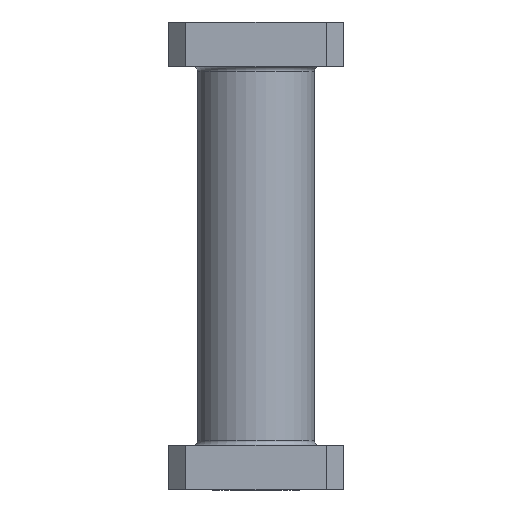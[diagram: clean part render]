
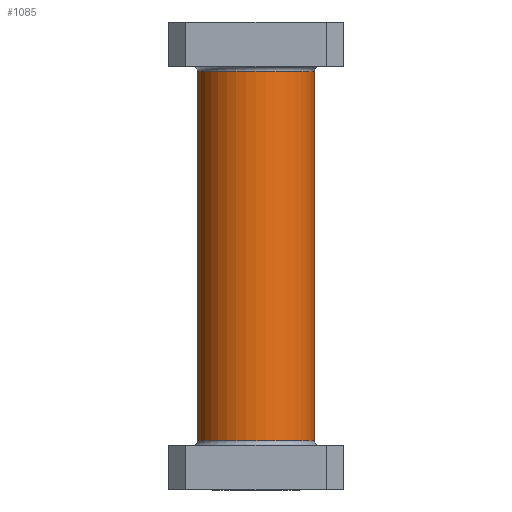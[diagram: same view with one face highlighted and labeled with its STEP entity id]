
A CAD part, front view. The second image highlights one B-rep face of the part: STEP entity #1085.
In plain terms, the highlighted cylindrical face has radius 6.35 mm (diameter 12.7 mm), a partial arc.
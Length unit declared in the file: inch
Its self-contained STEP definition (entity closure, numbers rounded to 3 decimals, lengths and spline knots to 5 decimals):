
#22 = CARTESIAN_POINT ( 'NONE',  ( 0., 0., -0.79 ) ) ;
#40 = DIRECTION ( 'NONE',  ( 0., 0., -1. ) ) ;
#46 = VERTEX_POINT ( 'NONE', #351 ) ;
#81 = AXIS2_PLACEMENT_3D ( 'NONE', #22, #578, #327 ) ;
#129 = EDGE_CURVE ( 'NONE', #705, #46, #1041, .T. ) ;
#236 = ORIENTED_EDGE ( 'NONE', *, *, #1064, .T. ) ;
#254 = CARTESIAN_POINT ( 'NONE',  ( -0.25, 0., 1. ) ) ;
#264 = VECTOR ( 'NONE', #40, 39.37008 ) ;
#294 = VERTEX_POINT ( 'NONE', #897 ) ;
#327 = DIRECTION ( 'NONE',  ( 1., 0., 0. ) ) ;
#351 = CARTESIAN_POINT ( 'NONE',  ( 0.25, 0., -0.79 ) ) ;
#424 = CARTESIAN_POINT ( 'NONE',  ( 0., 0., 0.79 ) ) ;
#547 = DIRECTION ( 'NONE',  ( 0., 0., -1. ) ) ;
#578 = DIRECTION ( 'NONE',  ( 0., 0., 1. ) ) ;
#593 = DIRECTION ( 'NONE',  ( 0., 0., -1. ) ) ;
#638 = DIRECTION ( 'NONE',  ( 0., 0., -1. ) ) ;
#646 = CARTESIAN_POINT ( 'NONE',  ( 0., 0., 1. ) ) ;
#705 = VERTEX_POINT ( 'NONE', #1225 ) ;
#713 = CARTESIAN_POINT ( 'NONE',  ( 0.25, 0., 1. ) ) ;
#749 = AXIS2_PLACEMENT_3D ( 'NONE', #646, #547, #756 ) ;
#756 = DIRECTION ( 'NONE',  ( -1., 0., 0. ) ) ;
#851 = ORIENTED_EDGE ( 'NONE', *, *, #863, .T. ) ;
#863 = EDGE_CURVE ( 'NONE', #294, #46, #959, .T. ) ;
#888 = AXIS2_PLACEMENT_3D ( 'NONE', #424, #638, #1094 ) ;
#897 = CARTESIAN_POINT ( 'NONE',  ( -0.25, 0., -0.79 ) ) ;
#898 = ORIENTED_EDGE ( 'NONE', *, *, #129, .F. ) ;
#959 = CIRCLE ( 'NONE', #81, 0.25 ) ;
#960 = CIRCLE ( 'NONE', #888, 0.25 ) ;
#973 = EDGE_LOOP ( 'NONE', ( #898, #236, #1078, #851 ) ) ;
#987 = VECTOR ( 'NONE', #593, 39.37008 ) ;
#1041 = LINE ( 'NONE', #713, #987 ) ;
#1064 = EDGE_CURVE ( 'NONE', #705, #1142, #960, .T. ) ;
#1078 = ORIENTED_EDGE ( 'NONE', *, *, #1319, .T. ) ;
#1085 = ADVANCED_FACE ( 'NONE', ( #1310 ), #1331, .T. ) ;
#1094 = DIRECTION ( 'NONE',  ( -1., 0., 0. ) ) ;
#1142 = VERTEX_POINT ( 'NONE', #1222 ) ;
#1222 = CARTESIAN_POINT ( 'NONE',  ( -0.25, 0., 0.79 ) ) ;
#1225 = CARTESIAN_POINT ( 'NONE',  ( 0.25, 0., 0.79 ) ) ;
#1278 = LINE ( 'NONE', #254, #264 ) ;
#1310 = FACE_OUTER_BOUND ( 'NONE', #973, .T. ) ;
#1319 = EDGE_CURVE ( 'NONE', #1142, #294, #1278, .T. ) ;
#1331 = CYLINDRICAL_SURFACE ( 'NONE', #749, 0.25 ) ;
